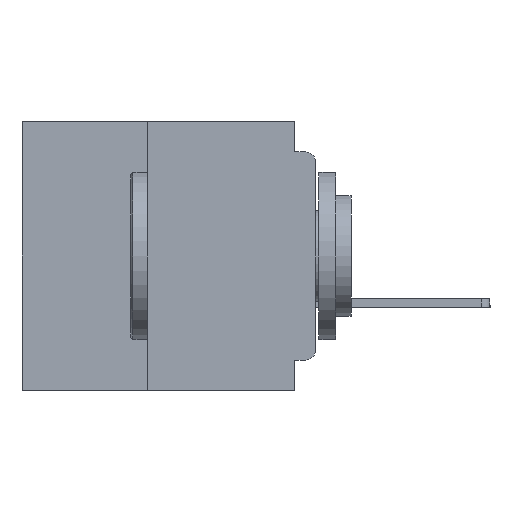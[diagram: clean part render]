
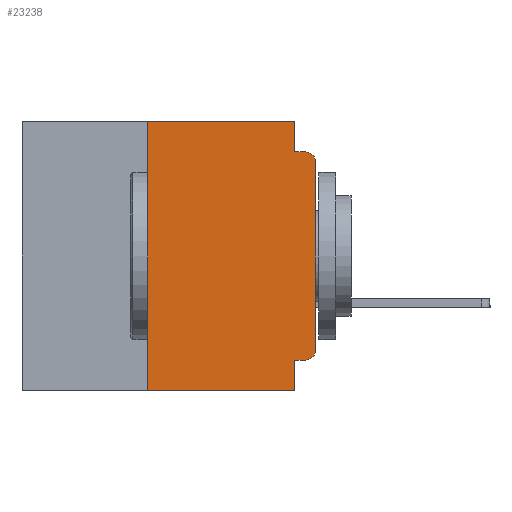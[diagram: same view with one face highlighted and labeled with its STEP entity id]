
A CAD part, left-side view. The second image highlights one B-rep face of the part: STEP entity #23238.
In plain terms, the highlighted planar face has unit normal (-1, 0, 0).
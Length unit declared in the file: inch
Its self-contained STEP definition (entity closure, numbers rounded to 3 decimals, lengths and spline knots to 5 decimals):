
#1689 = DIRECTION ( 'NONE',  ( -1., 0., 0. ) ) ;
#3328 = ORIENTED_EDGE ( 'NONE', *, *, #28682, .T. ) ;
#3454 = CARTESIAN_POINT ( 'NONE',  ( 0., 0.25, -0.4 ) ) ;
#4288 = CARTESIAN_POINT ( 'NONE',  ( 0., 0.437, 0. ) ) ;
#5241 = DIRECTION ( 'NONE',  ( -1., 0., 0. ) ) ;
#5761 = CARTESIAN_POINT ( 'NONE',  ( 0., 0.031, 0. ) ) ;
#6807 = EDGE_CURVE ( 'NONE', #15944, #29402, #48775, .T. ) ;
#10076 = CARTESIAN_POINT ( 'NONE',  ( 0., 0., -0.045 ) ) ;
#10602 = ORIENTED_EDGE ( 'NONE', *, *, #58065, .F. ) ;
#10606 = VECTOR ( 'NONE', #57946, 39.37008 ) ;
#10626 = ORIENTED_EDGE ( 'NONE', *, *, #14778, .F. ) ;
#12167 = ORIENTED_EDGE ( 'NONE', *, *, #44896, .T. ) ;
#12528 = DIRECTION ( 'NONE',  ( 0., 0., 1. ) ) ;
#13041 = CARTESIAN_POINT ( 'NONE',  ( 0., 0., -0.34 ) ) ;
#14007 = CARTESIAN_POINT ( 'NONE',  ( 0., 0.031, 0. ) ) ;
#14778 = EDGE_CURVE ( 'NONE', #29402, #25214, #33902, .T. ) ;
#15944 = VERTEX_POINT ( 'NONE', #5761 ) ;
#16971 = DIRECTION ( 'NONE',  ( 0., 0., -1. ) ) ;
#17020 = VERTEX_POINT ( 'NONE', #13041 ) ;
#19189 = VERTEX_POINT ( 'NONE', #58675 ) ;
#20291 = VERTEX_POINT ( 'NONE', #47890 ) ;
#20564 = CIRCLE ( 'NONE', #58346, 0.015 ) ;
#20984 = LINE ( 'NONE', #49246, #55678 ) ;
#21805 = VECTOR ( 'NONE', #50859, 39.37008 ) ;
#22835 = CARTESIAN_POINT ( 'NONE',  ( 0., 0.031, -0.045 ) ) ;
#23238 = ADVANCED_FACE ( 'NONE', ( #50895 ), #54292, .F. ) ;
#23408 = ORIENTED_EDGE ( 'NONE', *, *, #50977, .F. ) ;
#24622 = EDGE_CURVE ( 'NONE', #46548, #31494, #20984, .T. ) ;
#24734 = VECTOR ( 'NONE', #16971, 39.37008 ) ;
#25055 = AXIS2_PLACEMENT_3D ( 'NONE', #28963, #1689, #33548 ) ;
#25214 = VERTEX_POINT ( 'NONE', #40719 ) ;
#26130 = DIRECTION ( 'NONE',  ( 0., 0., 1. ) ) ;
#27153 = DIRECTION ( 'NONE',  ( 1., 0., 0. ) ) ;
#28209 = LINE ( 'NONE', #56065, #49422 ) ;
#28562 = CARTESIAN_POINT ( 'NONE',  ( 0., 0.031, -0.355 ) ) ;
#28600 = CIRCLE ( 'NONE', #25055, 0.015 ) ;
#28682 = EDGE_CURVE ( 'NONE', #37235, #25214, #28600, .T. ) ;
#28963 = CARTESIAN_POINT ( 'NONE',  ( 0., 0.015, -0.06 ) ) ;
#28966 = DIRECTION ( 'NONE',  ( 0., -1., 0. ) ) ;
#29053 = VECTOR ( 'NONE', #49178, 39.37008 ) ;
#29402 = VERTEX_POINT ( 'NONE', #22835 ) ;
#30454 = LINE ( 'NONE', #44647, #29053 ) ;
#31494 = VERTEX_POINT ( 'NONE', #28562 ) ;
#31814 = EDGE_CURVE ( 'NONE', #19189, #15944, #28209, .T. ) ;
#32456 = CARTESIAN_POINT ( 'NONE',  ( 0., 0.015, -0.34 ) ) ;
#33548 = DIRECTION ( 'NONE',  ( 0., 0., -1. ) ) ;
#33892 = VECTOR ( 'NONE', #12528, 39.37008 ) ;
#33902 = LINE ( 'NONE', #10076, #21805 ) ;
#34716 = LINE ( 'NONE', #52609, #10606 ) ;
#36193 = EDGE_CURVE ( 'NONE', #46548, #17020, #20564, .T. ) ;
#36198 = VECTOR ( 'NONE', #26130, 39.37008 ) ;
#36624 = CARTESIAN_POINT ( 'NONE',  ( 0., 0.031, -0.4 ) ) ;
#37015 = DIRECTION ( 'NONE',  ( 0., 0., -1. ) ) ;
#37235 = VERTEX_POINT ( 'NONE', #45385 ) ;
#40434 = LINE ( 'NONE', #3454, #36198 ) ;
#40719 = CARTESIAN_POINT ( 'NONE',  ( 0., 0.015, -0.045 ) ) ;
#40771 = ORIENTED_EDGE ( 'NONE', *, *, #24622, .F. ) ;
#42405 = AXIS2_PLACEMENT_3D ( 'NONE', #4288, #27153, #58823 ) ;
#42442 = ORIENTED_EDGE ( 'NONE', *, *, #31814, .F. ) ;
#43458 = EDGE_LOOP ( 'NONE', ( #12167, #3328, #10626, #45232, #42442, #23408, #49205, #10602, #40771, #53824 ) ) ;
#44197 = CARTESIAN_POINT ( 'NONE',  ( 0., 0., 0. ) ) ;
#44647 = CARTESIAN_POINT ( 'NONE',  ( 0., 0.031, -0.4 ) ) ;
#44896 = EDGE_CURVE ( 'NONE', #17020, #37235, #56516, .T. ) ;
#45232 = ORIENTED_EDGE ( 'NONE', *, *, #6807, .F. ) ;
#45385 = CARTESIAN_POINT ( 'NONE',  ( 0., 0., -0.06 ) ) ;
#46548 = VERTEX_POINT ( 'NONE', #49376 ) ;
#47890 = CARTESIAN_POINT ( 'NONE',  ( 0., 0.25, -0.4 ) ) ;
#48775 = LINE ( 'NONE', #14007, #24734 ) ;
#49178 = DIRECTION ( 'NONE',  ( 0., 0., -1. ) ) ;
#49205 = ORIENTED_EDGE ( 'NONE', *, *, #51492, .T. ) ;
#49246 = CARTESIAN_POINT ( 'NONE',  ( 0., 0., -0.355 ) ) ;
#49376 = CARTESIAN_POINT ( 'NONE',  ( 0., 0.015, -0.355 ) ) ;
#49422 = VECTOR ( 'NONE', #28966, 39.37008 ) ;
#50859 = DIRECTION ( 'NONE',  ( 0., -1., 0. ) ) ;
#50895 = FACE_OUTER_BOUND ( 'NONE', #43458, .T. ) ;
#50977 = EDGE_CURVE ( 'NONE', #20291, #19189, #40434, .T. ) ;
#51492 = EDGE_CURVE ( 'NONE', #20291, #51961, #34716, .T. ) ;
#51961 = VERTEX_POINT ( 'NONE', #36624 ) ;
#52609 = CARTESIAN_POINT ( 'NONE',  ( 0., 0.437, -0.4 ) ) ;
#53814 = DIRECTION ( 'NONE',  ( 0., 1., 0. ) ) ;
#53824 = ORIENTED_EDGE ( 'NONE', *, *, #36193, .T. ) ;
#54292 = PLANE ( 'NONE',  #42405 ) ;
#55678 = VECTOR ( 'NONE', #53814, 39.37008 ) ;
#56065 = CARTESIAN_POINT ( 'NONE',  ( 0., 0.437, 0. ) ) ;
#56516 = LINE ( 'NONE', #44197, #33892 ) ;
#57946 = DIRECTION ( 'NONE',  ( 0., -1., 0. ) ) ;
#58065 = EDGE_CURVE ( 'NONE', #31494, #51961, #30454, .T. ) ;
#58346 = AXIS2_PLACEMENT_3D ( 'NONE', #32456, #5241, #37015 ) ;
#58675 = CARTESIAN_POINT ( 'NONE',  ( 0., 0.25, 0. ) ) ;
#58823 = DIRECTION ( 'NONE',  ( 0., 0., -1. ) ) ;
